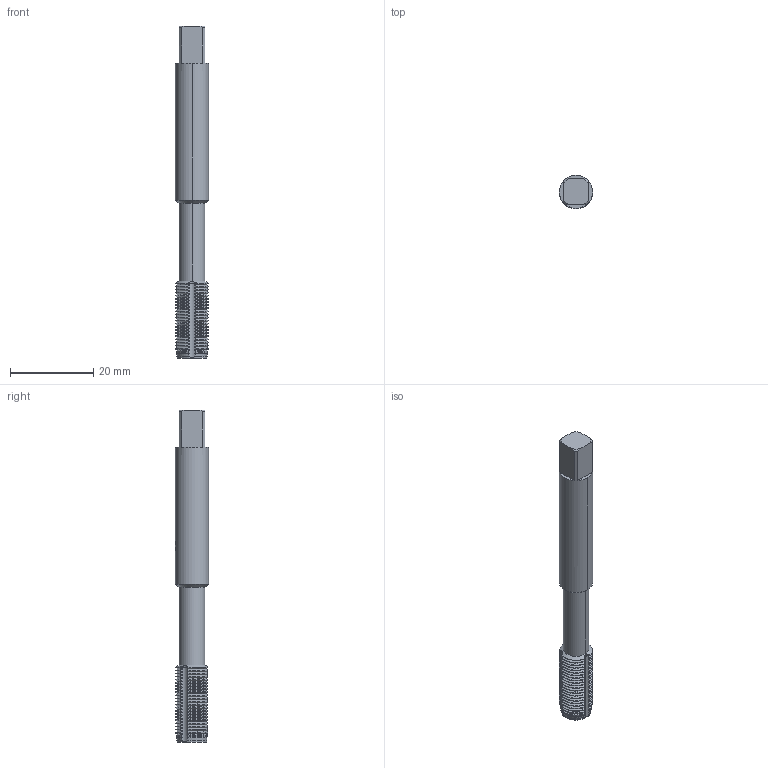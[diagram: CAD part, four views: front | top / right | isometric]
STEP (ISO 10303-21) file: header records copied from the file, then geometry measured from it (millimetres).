
FILE_DESCRIPTION(('no description'),'unknown implementation level');
FILE_NAME('solidljZVtq06q_vmF8DTVk9MR1pOzsc_1.STP',' ',('CIM GmbH Aachen'),('CADClick - KiM GmbH - www.kimweb.de'),'unknown preprocess','ACIS','unknown authorization');
FILE_SCHEMA(('automotive_design'));
Length unit declared in the file: millimetre
Products named in the file (2): 1; 2
Bounding box: 8 x 8 x 80 mm (x, y, z)
Volume: 3384.7 mm3; surface area: 2956.7 mm2
Topology: 2 solids, 2 shells, 518 faces, 1434 edges, 920 vertices
Faces by surface type: cone 272, cylinder 226, plane 17, torus 3
Entity records: 34097 total; most frequent: CARTESIAN_POINT 5083, STYLED_ITEM 2874, PRESENTATION_STYLE_ASSIGNMENT 2874, COLOUR_RGB 2874, ORIENTED_EDGE 2868, DIRECTION 2719, EDGE_CURVE 1434, CURVE_STYLE 1434
